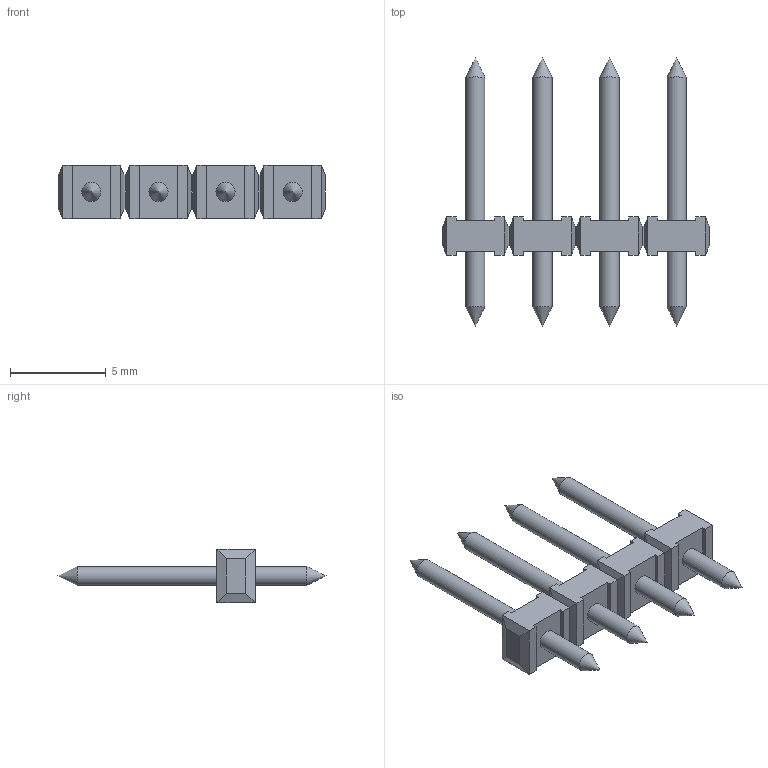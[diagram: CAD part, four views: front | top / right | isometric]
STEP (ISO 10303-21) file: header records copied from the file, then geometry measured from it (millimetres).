
FILE_DESCRIPTION( ( 'STEP AP214' ), '1' );
FILE_NAME( ' ', ' ', ( ' ' ), ( ' ' ), 'PSStep 11.0', 'VISI 17.0', ' ' );
FILE_SCHEMA( ( 'AUTOMOTIVE_DESIGN { 1 0 10303 214 1 1 1 1 }' ) );
Length unit declared in the file: millimetre
Products named in the file (1): 1
Bounding box: 13.9 x 14 x 2.8 mm (x, y, z)
Volume: 99.2 mm3; surface area: 294.2 mm2
Topology: 1 solids, 1 shells, 110 faces, 268 edges, 160 vertices
Faces by surface type: plane 94, cone 8, cylinder 8
Full cylindrical faces by diameter (mm): 1 x8
Entity records: 3805 total; most frequent: CARTESIAN_POINT 499, DIRECTION 474, ORIENTED_EDGE 472, EDGE_CURVE 236, LINE 220, VECTOR 220, VERTEX_POINT 152, AXIS2_PLACEMENT_3D 127
